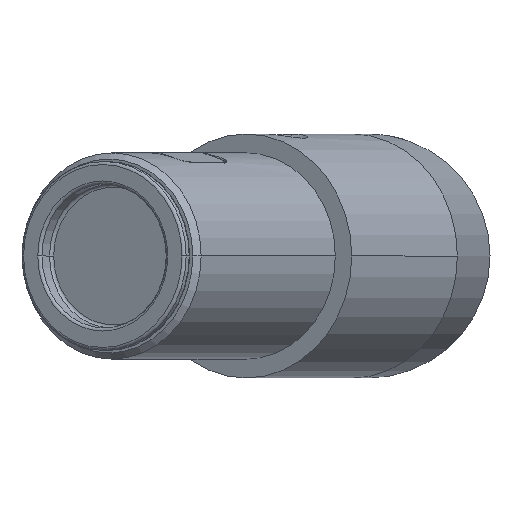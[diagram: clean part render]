
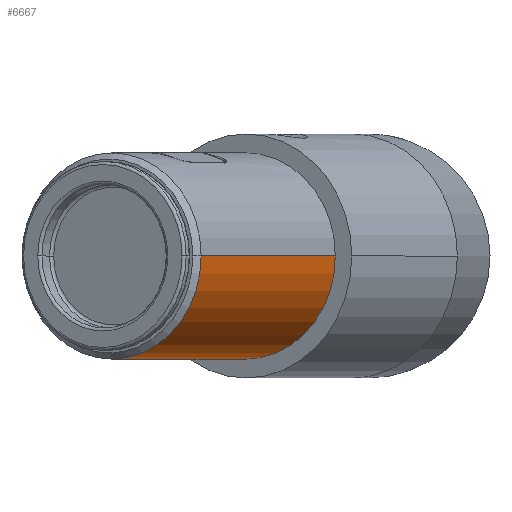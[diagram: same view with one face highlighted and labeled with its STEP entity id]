
A CAD part, left-side view. The second image highlights one B-rep face of the part: STEP entity #6667.
In plain terms, the highlighted cylindrical face has radius 16.9 mm (diameter 33.8 mm), a partial arc.
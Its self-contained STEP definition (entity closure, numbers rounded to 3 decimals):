
#170 = EDGE_CURVE ( 'NONE', #6435, #6437, #3590, .T. ) ;
#172 = EDGE_CURVE ( 'NONE', #9745, #9734, #3580, .T. ) ;
#353 = EDGE_CURVE ( 'NONE', #6435, #9745, #3471, .T. ) ;
#356 = EDGE_CURVE ( 'NONE', #9734, #6437, #3468, .T. ) ;
#423 = AXIS2_PLACEMENT_3D ( 'NONE', #2183, #2182, #2181 ) ;
#424 = AXIS2_PLACEMENT_3D ( 'NONE', #2186, #2185, #2184 ) ;
#589 = ORIENTED_EDGE ( 'NONE', *, *, #356, .T. ) ;
#590 = ORIENTED_EDGE ( 'NONE', *, *, #172, .T. ) ;
#591 = ORIENTED_EDGE ( 'NONE', *, *, #353, .T. ) ;
#592 = ORIENTED_EDGE ( 'NONE', *, *, #170, .F. ) ;
#1451 = CARTESIAN_POINT ( 'NONE',  ( -83.091, 5.364, 0. ) ) ;
#1455 = CARTESIAN_POINT ( 'NONE',  ( -121.196, 27.364, 0. ) ) ;
#2181 = DIRECTION ( 'NONE',  ( 0.5, 0.866, 0. ) ) ;
#2182 = DIRECTION ( 'NONE',  ( -0.866, 0.5, 0. ) ) ;
#2183 = CARTESIAN_POINT ( 'NONE',  ( -74.641, 20., 0. ) ) ;
#2184 = DIRECTION ( 'NONE',  ( -0.5, -0.866, 0. ) ) ;
#2185 = DIRECTION ( 'NONE',  ( 0.866, -0.5, 0. ) ) ;
#2186 = CARTESIAN_POINT ( 'NONE',  ( -112.746, 42., 0. ) ) ;
#3060 = CYLINDRICAL_SURFACE ( 'NONE', #3180, 16.9 ) ;
#3081 = FACE_OUTER_BOUND ( 'NONE', #8988, .T. ) ;
#3180 = AXIS2_PLACEMENT_3D ( 'NONE', #7445, #7444, #7441 ) ;
#3468 = CIRCLE ( 'NONE', #423, 16.9 ) ;
#3471 = CIRCLE ( 'NONE', #424, 16.9 ) ;
#3578 = VECTOR ( 'NONE', #8160, 1000. ) ;
#3580 = LINE ( 'NONE', #8184, #3578 ) ;
#3582 = VECTOR ( 'NONE', #8149, 1000. ) ;
#3590 = LINE ( 'NONE', #8148, #3582 ) ;
#5984 = CARTESIAN_POINT ( 'NONE',  ( -66.191, 34.636, 0. ) ) ;
#5995 = CARTESIAN_POINT ( 'NONE',  ( -104.296, 56.636, 0. ) ) ;
#6435 = VERTEX_POINT ( 'NONE', #1455 ) ;
#6437 = VERTEX_POINT ( 'NONE', #1451 ) ;
#6667 = ADVANCED_FACE ( 'NONE', ( #3081 ), #3060, .T. ) ;
#7441 = DIRECTION ( 'NONE',  ( 0.5, 0.866, 0. ) ) ;
#7444 = DIRECTION ( 'NONE',  ( 0.866, -0.5, 0. ) ) ;
#7445 = CARTESIAN_POINT ( 'NONE',  ( -113.612, 42.5, 0. ) ) ;
#8148 = CARTESIAN_POINT ( 'NONE',  ( -122.062, 27.864, 0. ) ) ;
#8149 = DIRECTION ( 'NONE',  ( 0.866, -0.5, 0. ) ) ;
#8160 = DIRECTION ( 'NONE',  ( 0.866, -0.5, 0. ) ) ;
#8184 = CARTESIAN_POINT ( 'NONE',  ( -105.162, 57.136, 0. ) ) ;
#8988 = EDGE_LOOP ( 'NONE', ( #592, #591, #590, #589 ) ) ;
#9734 = VERTEX_POINT ( 'NONE', #5984 ) ;
#9745 = VERTEX_POINT ( 'NONE', #5995 ) ;
